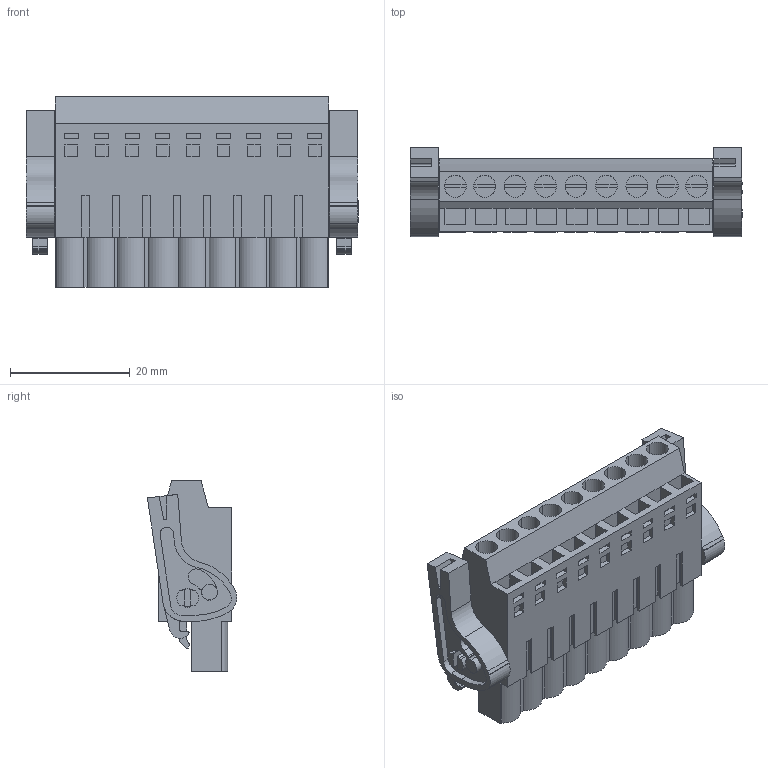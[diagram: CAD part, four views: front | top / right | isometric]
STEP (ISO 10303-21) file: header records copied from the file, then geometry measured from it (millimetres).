
FILE_DESCRIPTION(('CATIA V5 STEP Exchange','CAx-IF Rec.Pracs.--- Model Styling and Organization---1.2---2011-12-15'),'2;1');
FILE_NAME ('D1458772_0_1894200000_1894200000.stp','2017-10-31T20:40:48+00:00',('none'),('Weidmueller'),'CATIA Version 5-6 Release 2014','CATIA V5 STEP AP214','none');
FILE_SCHEMA(('AUTOMOTIVE_DESIGN { 1 0 10303 214 1 1 1 1 }'));
Length unit declared in the file: millimetre
Products named in the file (1): 1894200000
Bounding box: 55.42 x 14.91 x 31.8 mm (x, y, z)
Volume: 13433.4 mm3; surface area: 8820.4 mm2
Topology: 12 solids, 12 shells, 754 faces, 2089 edges, 1416 vertices
Faces by surface type: plane 590, cylinder 164
Entity records: 23737 total; most frequent: CARTESIAN_POINT 4650, ORIENTED_EDGE 4178, DIRECTION 3082, EDGE_CURVE 2089, VECTOR 1705, LINE 1705, VERTEX_POINT 1416, AXIS2_PLACEMENT_3D 846
